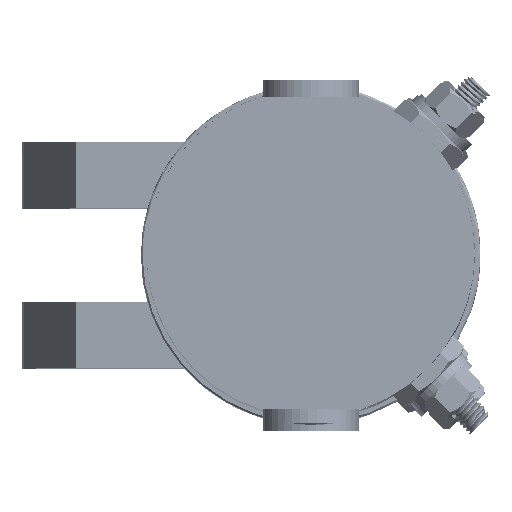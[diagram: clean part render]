
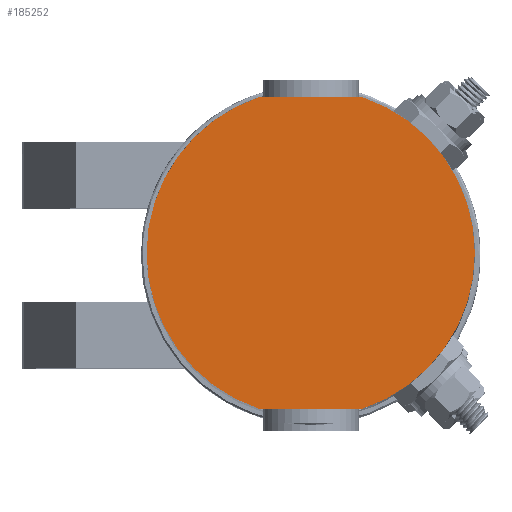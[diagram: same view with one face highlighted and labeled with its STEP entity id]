
A CAD part, top view. The second image highlights one B-rep face of the part: STEP entity #185252.
In plain terms, the highlighted planar face has unit normal (0, 0, 1).
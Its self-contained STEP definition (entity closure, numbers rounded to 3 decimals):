
#15398 = CARTESIAN_POINT ( 'NONE',  ( 0., 0., 25. ) ) ;
#15400 = DIRECTION ( 'NONE',  ( 0., 0., 1. ) ) ;
#15402 = DIRECTION ( 'NONE',  ( 1., 0., 0. ) ) ;
#15540 = CARTESIAN_POINT ( 'NONE',  ( 0., 0., 25. ) ) ;
#15542 = DIRECTION ( 'NONE',  ( 0., 0., 1. ) ) ;
#15544 = DIRECTION ( 'NONE',  ( 1., 0., 0. ) ) ;
#18687 = FACE_OUTER_BOUND ( 'NONE', #144658, .T. ) ;
#34889 = LINE ( 'NONE', #69277, #75483 ) ;
#34892 = LINE ( 'NONE', #69289, #75489 ) ;
#59025 = AXIS2_PLACEMENT_3D ( 'NONE', #65303, #65306, #65309 ) ;
#65300 = PLANE ( 'NONE',  #59025 ) ;
#65303 = CARTESIAN_POINT ( 'NONE',  ( 0., 0., 25. ) ) ;
#65306 = DIRECTION ( 'NONE',  ( 0., 0., 1. ) ) ;
#65309 = DIRECTION ( 'NONE',  ( 1., 0., 0. ) ) ;
#69277 = CARTESIAN_POINT ( 'NONE',  ( 0., 27.5, 25. ) ) ;
#69278 = DIRECTION ( 'NONE',  ( -1., 0., 0. ) ) ;
#69279 = CARTESIAN_POINT ( 'NONE',  ( 0., 0., 25. ) ) ;
#69280 = DIRECTION ( 'NONE',  ( 0., 0., 1. ) ) ;
#69281 = DIRECTION ( 'NONE',  ( 1., 0., 0. ) ) ;
#69286 = CARTESIAN_POINT ( 'NONE',  ( 0., 0., 25. ) ) ;
#69287 = DIRECTION ( 'NONE',  ( 0., 0., 1. ) ) ;
#69288 = DIRECTION ( 'NONE',  ( 1., 0., 0. ) ) ;
#69289 = CARTESIAN_POINT ( 'NONE',  ( 0., -27.5, 25. ) ) ;
#69290 = DIRECTION ( 'NONE',  ( 1., 0., 0. ) ) ;
#75243 = CIRCLE ( 'NONE', #75260, 29. ) ;
#75253 = CIRCLE ( 'NONE', #75267, 29. ) ;
#75260 = AXIS2_PLACEMENT_3D ( 'NONE', #15398, #15400, #15402 ) ;
#75267 = AXIS2_PLACEMENT_3D ( 'NONE', #15540, #15542, #15544 ) ;
#75474 = CIRCLE ( 'NONE', #75488, 29. ) ;
#75482 = CIRCLE ( 'NONE', #75484, 29. ) ;
#75483 = VECTOR ( 'NONE', #69278, 1000. ) ;
#75484 = AXIS2_PLACEMENT_3D ( 'NONE', #69279, #69280, #69281 ) ;
#75488 = AXIS2_PLACEMENT_3D ( 'NONE', #69286, #69287, #69288 ) ;
#75489 = VECTOR ( 'NONE', #69290, 1000. ) ;
#142771 = VERTEX_POINT ( 'NONE', #196326 ) ;
#142773 = VERTEX_POINT ( 'NONE', #196327 ) ;
#142784 = VERTEX_POINT ( 'NONE', #196332 ) ;
#142786 = VERTEX_POINT ( 'NONE', #196333 ) ;
#143995 = VERTEX_POINT ( 'NONE', #197746 ) ;
#143999 = VERTEX_POINT ( 'NONE', #197752 ) ;
#144658 = EDGE_LOOP ( 'NONE', ( #148426, #148430, #148433, #148423, #148437, #148440 ) ) ;
#145308 = EDGE_CURVE ( 'NONE', #142773, #142771, #75243, .T. ) ;
#145314 = EDGE_CURVE ( 'NONE', #142786, #142784, #75253, .T. ) ;
#148423 = ORIENTED_EDGE ( 'NONE', *, *, #150628, .T. ) ;
#148426 = ORIENTED_EDGE ( 'NONE', *, *, #145308, .T. ) ;
#148430 = ORIENTED_EDGE ( 'NONE', *, *, #150636, .T. ) ;
#148433 = ORIENTED_EDGE ( 'NONE', *, *, #150638, .T. ) ;
#148437 = ORIENTED_EDGE ( 'NONE', *, *, #145314, .T. ) ;
#148440 = ORIENTED_EDGE ( 'NONE', *, *, #150626, .T. ) ;
#150626 = EDGE_CURVE ( 'NONE', #142784, #142773, #34889, .T. ) ;
#150628 = EDGE_CURVE ( 'NONE', #143995, #142786, #75482, .T. ) ;
#150636 = EDGE_CURVE ( 'NONE', #142771, #143999, #75474, .T. ) ;
#150638 = EDGE_CURVE ( 'NONE', #143999, #143995, #34892, .T. ) ;
#185252 = ADVANCED_FACE ( 'NONE', ( #18687 ), #65300, .T. ) ;
#196326 = CARTESIAN_POINT ( 'NONE',  ( -29., 0., 25. ) ) ;
#196327 = CARTESIAN_POINT ( 'NONE',  ( -9.206, 27.5, 25. ) ) ;
#196332 = CARTESIAN_POINT ( 'NONE',  ( 9.206, 27.5, 25. ) ) ;
#196333 = CARTESIAN_POINT ( 'NONE',  ( 29., 0., 25. ) ) ;
#197746 = CARTESIAN_POINT ( 'NONE',  ( 9.206, -27.5, 25. ) ) ;
#197752 = CARTESIAN_POINT ( 'NONE',  ( -9.206, -27.5, 25. ) ) ;
